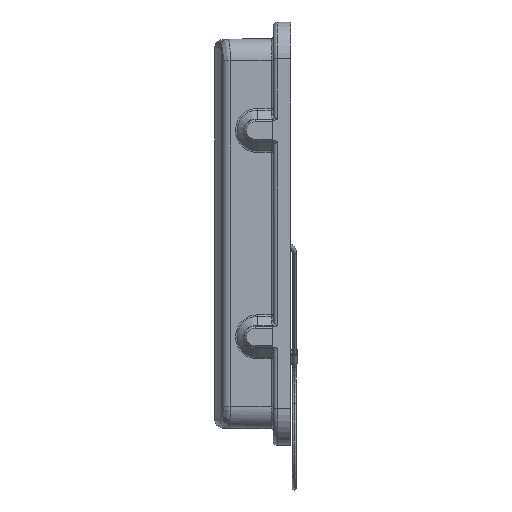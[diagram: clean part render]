
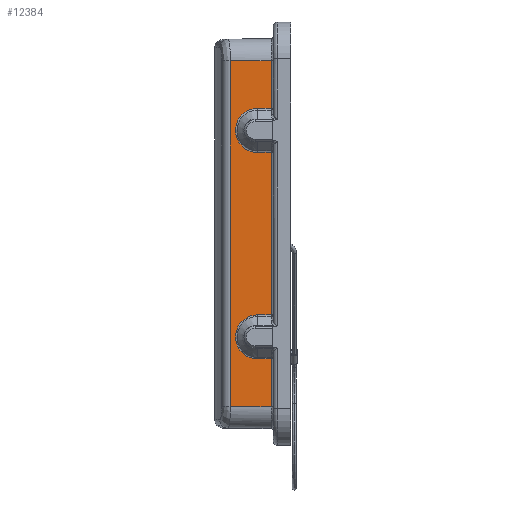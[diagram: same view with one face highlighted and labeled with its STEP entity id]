
A CAD part, front view. The second image highlights one B-rep face of the part: STEP entity #12384.
In plain terms, the highlighted planar face has unit normal (-0.009, -1, 0).
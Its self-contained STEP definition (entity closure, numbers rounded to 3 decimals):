
#3137=DIRECTION('',(0.,0.,-1.));
#3138=VECTOR('',#3137,79.528);
#3139=CARTESIAN_POINT('',(3.631,-19.764,39.764));
#3140=LINE('',#3139,#3138);
#4041=CARTESIAN_POINT('',(13.004,-19.846,
-39.846));
#4058=DIRECTION('',(1.,-0.009,0.008));
#4059=VECTOR('',#4058,3.1);
#4060=CARTESIAN_POINT('',(9.904,-19.819,
-28.82));
#4061=LINE('',#4060,#4059);
#4062=DIRECTION('',(-1.,0.009,0.009));
#4063=VECTOR('',#4062,9.374);
#4064=CARTESIAN_POINT('',(13.004,-19.846,
-39.846));
#4065=LINE('',#4064,#4063);
#4066=DIRECTION('',(1.,-0.009,0.009));
#4067=VECTOR('',#4066,9.374);
#4068=CARTESIAN_POINT('',(3.631,-19.764,39.764));
#4069=LINE('',#4068,#4067);
#4070=DIRECTION('',(-1.,0.009,0.008));
#4071=VECTOR('',#4070,3.1);
#4072=CARTESIAN_POINT('',(13.004,-19.846,28.796));
#4073=LINE('',#4072,#4071);
#4074=CARTESIAN_POINT('',(9.904,-19.819,28.82));
#4075=CARTESIAN_POINT('',(9.517,-19.815,28.824));
#4076=CARTESIAN_POINT('',(8.762,-19.809,28.743));
#4077=CARTESIAN_POINT('',(7.67,-19.799,28.37));
#4078=CARTESIAN_POINT('',(6.693,-19.791,27.761));
#4079=CARTESIAN_POINT('',(5.885,-19.784,26.962));
#4080=CARTESIAN_POINT('',(5.266,-19.778,25.989));
#4081=CARTESIAN_POINT('',(4.882,-19.775,24.903));
#4082=CARTESIAN_POINT('',(4.75,-19.774,23.76));
#4083=CARTESIAN_POINT('',(4.877,-19.775,22.618));
#4084=CARTESIAN_POINT('',(5.255,-19.778,21.534));
#4085=CARTESIAN_POINT('',(5.868,-19.783,20.559));
#4086=CARTESIAN_POINT('',(6.676,-19.79,19.752));
#4087=CARTESIAN_POINT('',(7.658,-19.799,19.135));
#4088=CARTESIAN_POINT('',(8.758,-19.809,18.757));
#4089=CARTESIAN_POINT('',(9.515,-19.815,18.676));
#4090=CARTESIAN_POINT('',(9.904,-19.819,18.68));
#4092=DIRECTION('',(1.,-0.009,0.008));
#4093=VECTOR('',#4092,3.1);
#4094=CARTESIAN_POINT('',(9.904,-19.819,18.68));
#4095=LINE('',#4094,#4093);
#4096=DIRECTION('',(-1.,0.009,0.008));
#4097=VECTOR('',#4096,3.1);
#4098=CARTESIAN_POINT('',(13.004,-19.846,
-18.704));
#4099=LINE('',#4098,#4097);
#4100=CARTESIAN_POINT('',(9.904,-19.819,
-18.68));
#4101=CARTESIAN_POINT('',(9.517,-19.815,
-18.676));
#4102=CARTESIAN_POINT('',(8.763,-19.809,
-18.757));
#4103=CARTESIAN_POINT('',(7.67,-19.799,
-19.13));
#4104=CARTESIAN_POINT('',(6.693,-19.791,
-19.739));
#4105=CARTESIAN_POINT('',(5.885,-19.784,
-20.538));
#4106=CARTESIAN_POINT('',(5.266,-19.778,
-21.511));
#4107=CARTESIAN_POINT('',(4.882,-19.775,
-22.597));
#4108=CARTESIAN_POINT('',(4.75,-19.774,
-23.74));
#4109=CARTESIAN_POINT('',(4.877,-19.775,
-24.882));
#4110=CARTESIAN_POINT('',(5.255,-19.778,
-25.966));
#4111=CARTESIAN_POINT('',(5.868,-19.783,
-26.941));
#4112=CARTESIAN_POINT('',(6.676,-19.79,
-27.749));
#4113=CARTESIAN_POINT('',(7.658,-19.799,
-28.365));
#4114=CARTESIAN_POINT('',(8.758,-19.809,
-28.743));
#4115=CARTESIAN_POINT('',(9.515,-19.815,
-28.823));
#4116=CARTESIAN_POINT('',(9.904,-19.819,
-28.82));
#4143=DIRECTION('',(0.,0.,1.));
#4144=VECTOR('',#4143,37.409);
#4145=CARTESIAN_POINT('',(13.004,-19.846,
-18.704));
#4146=LINE('',#4145,#4144);
#4639=DIRECTION('',(0.,0.,1.));
#4640=VECTOR('',#4639,11.05);
#4641=CARTESIAN_POINT('',(13.004,-19.846,28.796));
#4642=LINE('',#4641,#4640);
#4763=DIRECTION('',(0.,0.,1.));
#4764=VECTOR('',#4763,11.05);
#4765=CARTESIAN_POINT('',(13.004,-19.846,
-39.846));
#4766=LINE('',#4765,#4764);
#6089=CARTESIAN_POINT('',(3.631,-19.764,39.764));
#6090=VERTEX_POINT('',#6089);
#6091=CARTESIAN_POINT('',(3.631,-19.764,
-39.764));
#6092=VERTEX_POINT('',#6091);
#6097=VERTEX_POINT('',#4041);
#6098=CARTESIAN_POINT('',(9.904,-19.819,
-28.82));
#6099=CARTESIAN_POINT('',(13.004,-19.846,
-28.796));
#6100=VERTEX_POINT('',#6098);
#6101=VERTEX_POINT('',#6099);
#6102=CARTESIAN_POINT('',(13.004,-19.846,39.846));
#6103=VERTEX_POINT('',#6102);
#6104=CARTESIAN_POINT('',(13.004,-19.846,28.796));
#6105=VERTEX_POINT('',#6104);
#6106=CARTESIAN_POINT('',(9.904,-19.819,28.82));
#6107=VERTEX_POINT('',#6106);
#6108=VERTEX_POINT('',#4090);
#6109=CARTESIAN_POINT('',(13.004,-19.846,18.704));
#6110=VERTEX_POINT('',#6109);
#6111=CARTESIAN_POINT('',(13.004,-19.846,
-18.704));
#6112=VERTEX_POINT('',#6111);
#6113=CARTESIAN_POINT('',(9.904,-19.819,
-18.68));
#6114=VERTEX_POINT('',#6113);
#12355=CARTESIAN_POINT('',(13.5,-19.85,47.038));
#12356=DIRECTION('',(-0.009,-1.,0.));
#12357=DIRECTION('',(1.,-0.009,0.));
#12358=AXIS2_PLACEMENT_3D('',#12355,#12356,#12357);
#12359=PLANE('',#12358);
#12361=ORIENTED_EDGE('',*,*,#12360,.T.);
#12363=ORIENTED_EDGE('',*,*,#12362,.F.);
#12364=ORIENTED_EDGE('',*,*,#12350,.T.);
#12365=ORIENTED_EDGE('',*,*,#11134,.F.);
#12367=ORIENTED_EDGE('',*,*,#12366,.T.);
#12369=ORIENTED_EDGE('',*,*,#12368,.F.);
#12371=ORIENTED_EDGE('',*,*,#12370,.T.);
#12373=ORIENTED_EDGE('',*,*,#12372,.T.);
#12375=ORIENTED_EDGE('',*,*,#12374,.T.);
#12377=ORIENTED_EDGE('',*,*,#12376,.F.);
#12379=ORIENTED_EDGE('',*,*,#12378,.T.);
#12381=ORIENTED_EDGE('',*,*,#12380,.T.);
#12382=EDGE_LOOP('',(#12361,#12363,#12364,#12365,#12367,#12369,#12371,#12373,
#12375,#12377,#12379,#12381));
#12383=FACE_OUTER_BOUND('',#12382,.F.);
#4091=B_SPLINE_CURVE_WITH_KNOTS('',3,(#4074,#4075,#4076,#4077,#4078,#4079,#4080,
#4081,#4082,#4083,#4084,#4085,#4086,#4087,#4088,#4089,#4090),.UNSPECIFIED.,.F.,
.F.,(4,1,1,1,1,1,1,1,1,1,1,1,1,1,4),(0.,0.071,0.143,
0.214,0.286,0.357,0.429,0.5,
0.571,0.643,0.714,0.786,
0.857,0.929,1.),.UNSPECIFIED.);
#4117=B_SPLINE_CURVE_WITH_KNOTS('',3,(#4100,#4101,#4102,#4103,#4104,#4105,#4106,
#4107,#4108,#4109,#4110,#4111,#4112,#4113,#4114,#4115,#4116),.UNSPECIFIED.,.F.,
.F.,(4,1,1,1,1,1,1,1,1,1,1,1,1,1,4),(0.,0.071,0.143,
0.214,0.286,0.357,0.429,0.5,
0.571,0.643,0.714,0.786,
0.857,0.929,1.),.UNSPECIFIED.);
#11134=EDGE_CURVE('',#6090,#6092,#3140,.T.);
#12350=EDGE_CURVE('',#6097,#6092,#4065,.T.);
#12360=EDGE_CURVE('',#6100,#6101,#4061,.T.);
#12362=EDGE_CURVE('',#6097,#6101,#4766,.T.);
#12366=EDGE_CURVE('',#6090,#6103,#4069,.T.);
#12368=EDGE_CURVE('',#6105,#6103,#4642,.T.);
#12370=EDGE_CURVE('',#6105,#6107,#4073,.T.);
#12372=EDGE_CURVE('',#6107,#6108,#4091,.T.);
#12374=EDGE_CURVE('',#6108,#6110,#4095,.T.);
#12376=EDGE_CURVE('',#6112,#6110,#4146,.T.);
#12378=EDGE_CURVE('',#6112,#6114,#4099,.T.);
#12380=EDGE_CURVE('',#6114,#6100,#4117,.T.);
#12384=ADVANCED_FACE('',(#12383),#12359,.T.);
